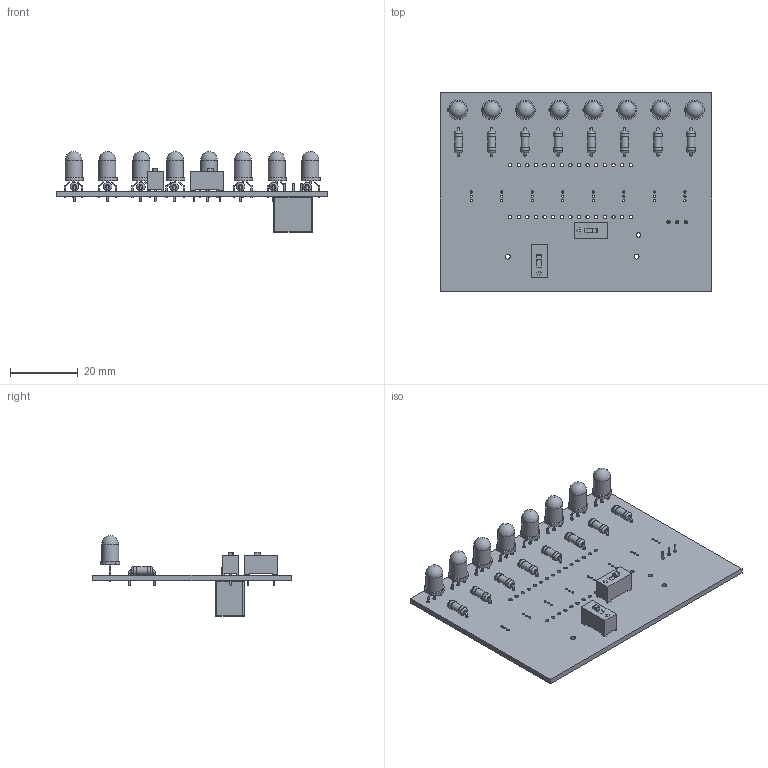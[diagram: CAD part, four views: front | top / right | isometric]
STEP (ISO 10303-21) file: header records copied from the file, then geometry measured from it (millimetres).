
FILE_DESCRIPTION(('KiCad electronic assembly'),'2;1');
FILE_NAME('1spareparts.step','2021-08-10T14:35:58',('An Author'),( 'A Company'),'Open CASCADE STEP processor 6.9', 'KiCad to STEP converter','Unknown');
FILE_SCHEMA(('AUTOMOTIVE_DESIGN { 1 0 10303 214 1 1 1 1 }'));
Length unit declared in the file: millimetre
Products named in the file (10): Open CASCADE STEP translator 6.9 1; Converter_DCDC_RECOM_R-78E-0.5_THT; SOLID; LED_D5.0mm-3; SW_DIP_SPSTx01_Slide_9.78x4.72mm_W7.62mm_P2.54mm; R_Axial_DIN0207_L6.3mm_D2.5mm_P7.62mm_Horizontal; COMPOUND
Assembly tree (24 placements, depth 3):
  Open CASCADE STEP translator 6.9 1
    Converter_DCDC_RECOM_R-78E-0.5_THT
      SOLID
    LED_D5.0mm-3  x8
      SOLID
    SW_DIP_SPSTx01_Slide_9.78x4.72mm_W7.62mm_P2.54mm  x2
      SOLID
    R_Axial_DIN0207_L6.3mm_D2.5mm_P7.62mm_Horizontal  x8
      SOLID
    COMPOUND
Bounding box: 80.01 x 58.42 x 23.8 mm (x, y, z)
Volume: 10431.1 mm3; surface area: 13417 mm2
Topology: 20 solids, 20 shells, 585 faces, 1421 edges, 927 vertices
Faces by surface type: plane 363, cylinder 175, torus 39, sphere 8
Full cylindrical faces by diameter (mm): 0.5 x3, 0.6 x16, 0.635 x24, 0.8 x20, 0.9 x24, 1 x33, 1.27 x1, 1.47 x2, 2.25 x8, 2.5 x16, 5 x8
Entity records: 18556 total; most frequent: CARTESIAN_POINT 5108, DIRECTION 2354, LINE 1297, VECTOR 1297, ORIENTED_EDGE 1210, PCURVE 1210, DEFINITIONAL_REPRESENTATION 1210, EDGE_CURVE 605
